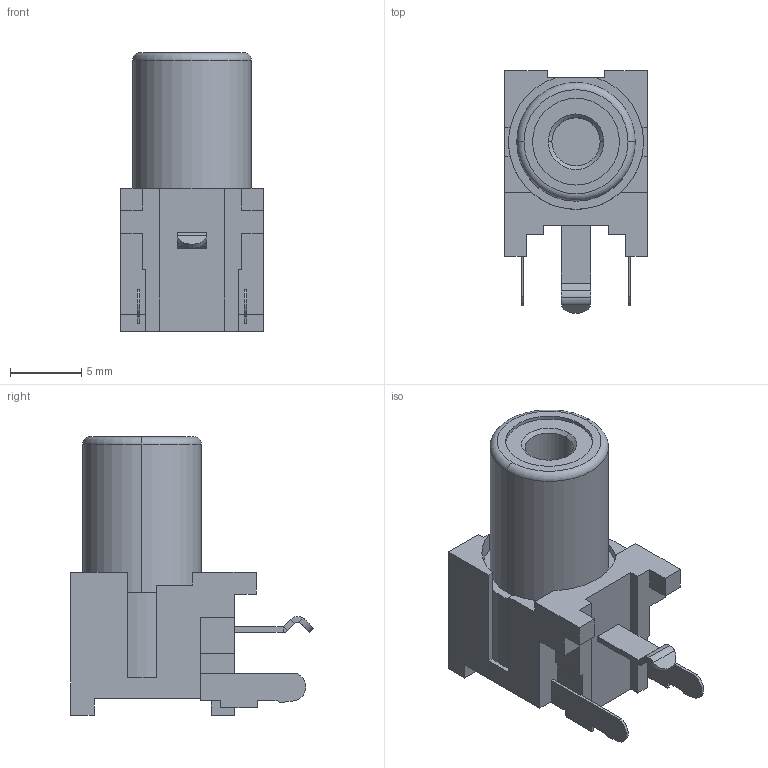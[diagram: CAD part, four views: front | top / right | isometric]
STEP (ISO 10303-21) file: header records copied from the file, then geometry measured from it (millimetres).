
FILE_DESCRIPTION (( 'STEP AP214' ), '1' );
FILE_NAME ('PJRAN1X1U04X.STEP', '2021-05-31T08:22:21', ( '' ), ( '' ), 'SwSTEP 2.0', 'SolidWorks 2017', '' );
FILE_SCHEMA (( 'AUTOMOTIVE_DESIGN' ));
Length unit declared in the file: millimetre
Products named in the file (2): PJRAN1X1U04X-edit; PJRAN1X1U04X
Assembly tree (1 placements, depth 2):
  PJRAN1X1U04X
    PJRAN1X1U04X-edit
Bounding box: 10.01 x 17.02 x 19.51 mm (x, y, z)
Volume: 1331.5 mm3; surface area: 1797.4 mm2
Topology: 6 solids, 6 shells, 119 faces, 298 edges, 192 vertices
Faces by surface type: plane 89, cylinder 26, torus 2, cone 2
Entity records: 3635 total; most frequent: CARTESIAN_POINT 625, DIRECTION 600, ORIENTED_EDGE 596, EDGE_CURVE 298, LINE 234, VECTOR 234, VERTEX_POINT 192, AXIS2_PLACEMENT_3D 183
